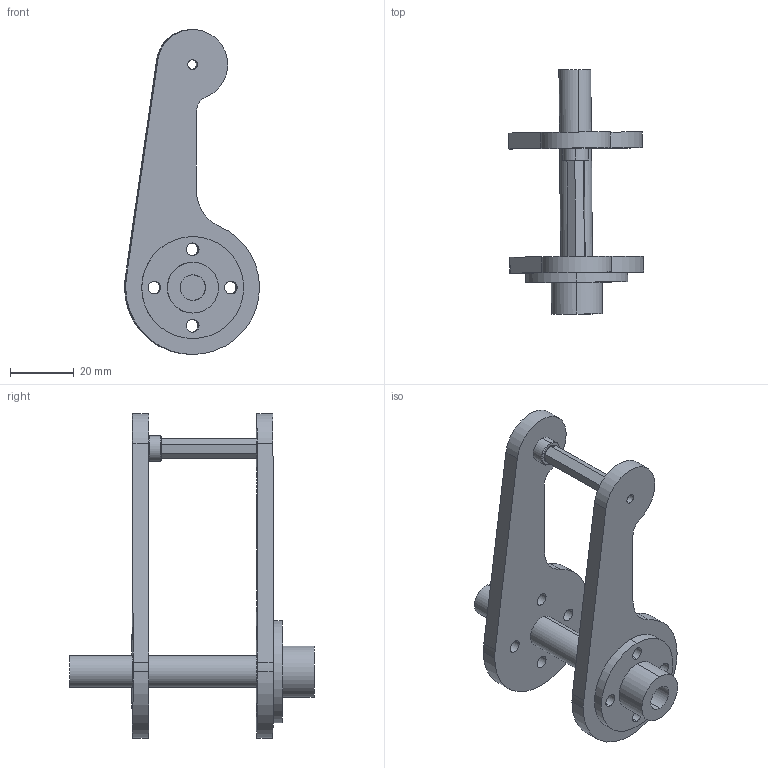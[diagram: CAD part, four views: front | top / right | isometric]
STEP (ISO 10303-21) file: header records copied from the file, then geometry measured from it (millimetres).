
FILE_DESCRIPTION (( 'STEP AP203' ), '1' );
FILE_NAME ('khau_link2_noidc.step_Default_sldprt.STEP', '2024-10-18T05:41:41', ( '' ), ( '' ), 'SwSTEP 2.0', 'SolidWorks 2023', '' );
FILE_SCHEMA (( 'CONFIG_CONTROL_DESIGN' ));
Length unit declared in the file: inch
Products named in the file (1): khau_link2_noidc.step_Default_sldprt
Bounding box: 42.38 x 76.78 x 101.99 mm (x, y, z)
Volume: 32776.4 mm3; surface area: 19022.5 mm2
Topology: 9 solids, 9 shells, 117 faces, 276 edges, 178 vertices
Faces by surface type: cylinder 74, plane 29, cone 8, torus 6
Entity records: 3581 total; most frequent: DIRECTION 676, CARTESIAN_POINT 572, ORIENTED_EDGE 552, AXIS2_PLACEMENT_3D 282, EDGE_CURVE 276, VERTEX_POINT 178, CIRCLE 164, EDGE_LOOP 162
